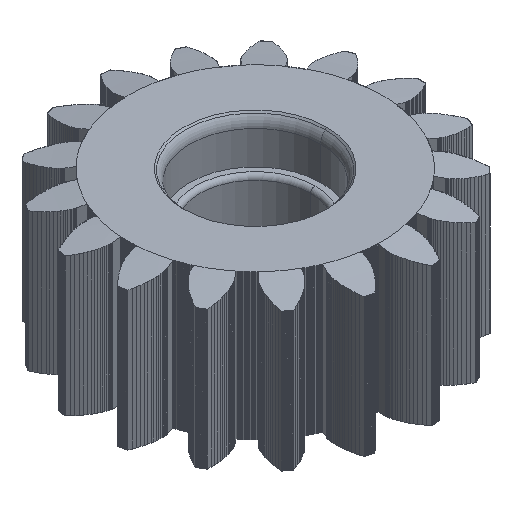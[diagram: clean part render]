
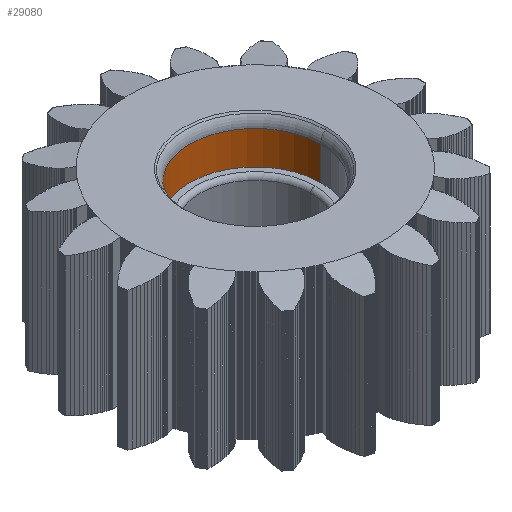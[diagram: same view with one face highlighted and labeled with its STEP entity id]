
A CAD part, isometric view. The second image highlights one B-rep face of the part: STEP entity #29080.
In plain terms, the highlighted cylindrical face has radius 114.3 mm (diameter 228.6 mm), a partial arc.
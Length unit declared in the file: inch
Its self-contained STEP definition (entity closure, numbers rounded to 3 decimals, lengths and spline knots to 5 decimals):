
#6039=DIRECTION('',(0.,0.,-1.));
#6040=VECTOR('',#6039,2.28579);
#6041=CARTESIAN_POINT('',(1.97927,-10.28602,9.18579));
#6042=LINE('',#6041,#6040);
#6057=CARTESIAN_POINT('',(-2.52073,-10.28602,
9.18579));
#6058=DIRECTION('',(0.,0.,1.));
#6059=DIRECTION('',(1.,0.,0.));
#6060=AXIS2_PLACEMENT_3D('',#6057,#6058,#6059);
#6062=CARTESIAN_POINT('',(-2.52073,-10.28602,6.9));
#6063=DIRECTION('',(0.,0.,1.));
#6064=DIRECTION('',(1.,0.,0.));
#6065=AXIS2_PLACEMENT_3D('',#6062,#6063,#6064);
#6067=DIRECTION('',(0.,0.,-1.));
#6068=VECTOR('',#6067,2.28579);
#6069=CARTESIAN_POINT('',(-7.02073,-10.28602,
9.18579));
#6070=LINE('',#6069,#6068);
#21575=CARTESIAN_POINT('',(-7.02073,-10.28602,6.9));
#21576=CARTESIAN_POINT('',(1.97927,-10.28602,6.9));
#21577=VERTEX_POINT('',#21575);
#21578=VERTEX_POINT('',#21576);
#21603=CARTESIAN_POINT('',(-7.02073,-10.28602,
9.18579));
#21604=CARTESIAN_POINT('',(1.97927,-10.28602,
9.18579));
#21605=VERTEX_POINT('',#21603);
#21606=VERTEX_POINT('',#21604);
#29067=CARTESIAN_POINT('',(-2.52073,-10.28602,20.));
#29068=DIRECTION('',(0.,0.,1.));
#29069=DIRECTION('',(1.,0.,0.));
#29070=AXIS2_PLACEMENT_3D('',#29067,#29068,#29069);
#29071=CYLINDRICAL_SURFACE('',#29070,4.5);
#29073=ORIENTED_EDGE('',*,*,#29072,.F.);
#29074=ORIENTED_EDGE('',*,*,#29046,.T.);
#29076=ORIENTED_EDGE('',*,*,#29075,.T.);
#29077=ORIENTED_EDGE('',*,*,#29042,.F.);
#29078=EDGE_LOOP('',(#29073,#29074,#29076,#29077));
#29079=FACE_OUTER_BOUND('',#29078,.F.);
#29080=ADVANCED_FACE('',(#29079),#29071,.F.);
#6061=CIRCLE('',#6060,4.5);
#6066=CIRCLE('',#6065,4.5);
#29042=EDGE_CURVE('',#21605,#21577,#6070,.T.);
#29046=EDGE_CURVE('',#21606,#21578,#6042,.T.);
#29072=EDGE_CURVE('',#21606,#21605,#6061,.T.);
#29075=EDGE_CURVE('',#21578,#21577,#6066,.T.);
